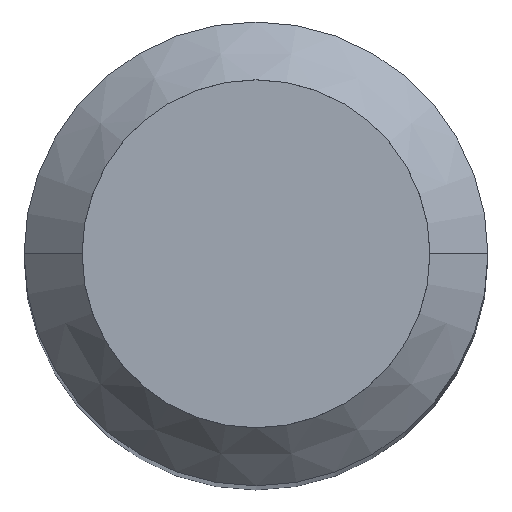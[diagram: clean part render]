
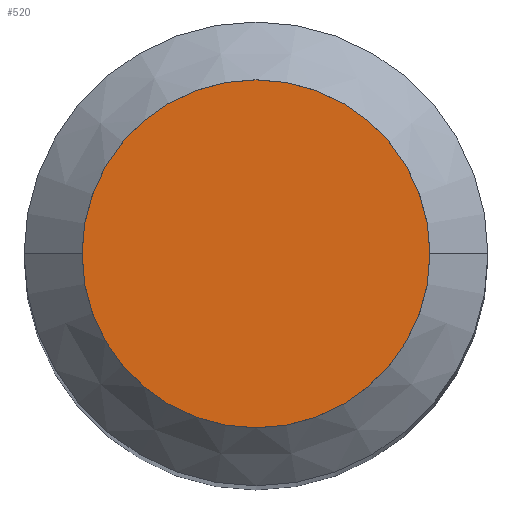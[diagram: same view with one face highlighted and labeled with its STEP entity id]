
A CAD part, top view. The second image highlights one B-rep face of the part: STEP entity #520.
In plain terms, the highlighted planar face has unit normal (0, 0, 1).
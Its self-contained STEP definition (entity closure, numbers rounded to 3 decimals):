
#472=CARTESIAN_POINT('',(3.,-0.,-0.));
#473=VERTEX_POINT('',#472);
#480=CARTESIAN_POINT('',(-3.,0.,-0.));
#481=VERTEX_POINT('',#480);
#482=CARTESIAN_POINT('',(0.,0.,-0.));
#483=DIRECTION('',(0.,-0.,1.));
#484=DIRECTION('',(-1.,0.,0.));
#485=AXIS2_PLACEMENT_3D('',#482,#483,#484);
#486=CIRCLE('',#485,3.);
#487=EDGE_CURVE('',#481,#473,#486,.T.);
#505=CARTESIAN_POINT('',(0.,3.,-0.));
#506=DIRECTION('',(0.,0.,-1.));
#507=DIRECTION('',(0.,-1.,0.));
#508=AXIS2_PLACEMENT_3D('',#505,#506,#507);
#509=PLANE('',#508);
#510=CARTESIAN_POINT('',(0.,0.,-0.));
#511=DIRECTION('',(0.,-0.,1.));
#512=DIRECTION('',(-1.,0.,0.));
#513=AXIS2_PLACEMENT_3D('',#510,#511,#512);
#514=CIRCLE('',#513,3.);
#515=EDGE_CURVE('',#473,#481,#514,.T.);
#516=ORIENTED_EDGE('',*,*,#515,.T.);
#517=ORIENTED_EDGE('',*,*,#487,.T.);
#518=EDGE_LOOP('',(#516,#517));
#519=FACE_BOUND('',#518,.T.);
#520=ADVANCED_FACE('',(#519),#509,.F.);
